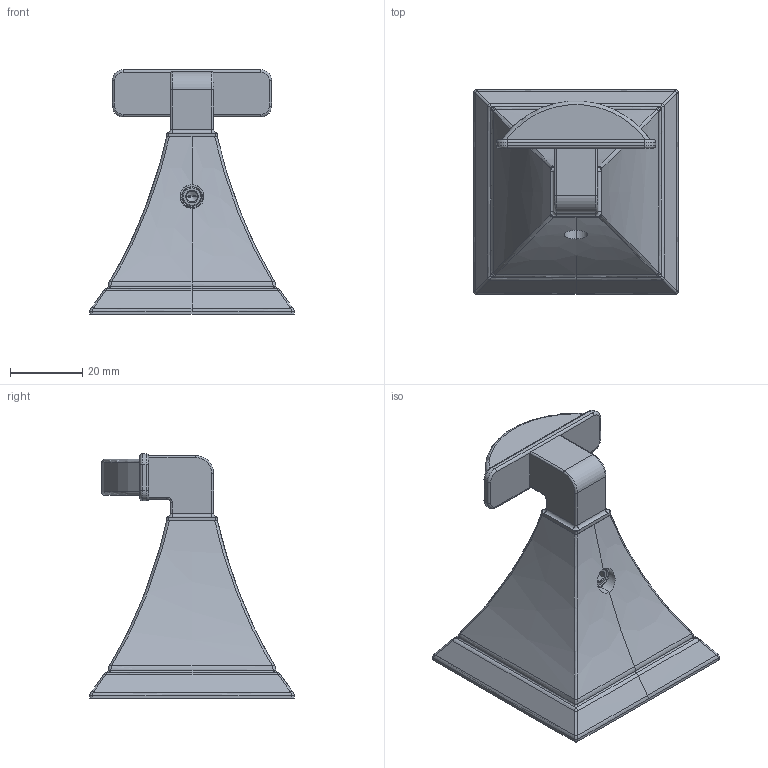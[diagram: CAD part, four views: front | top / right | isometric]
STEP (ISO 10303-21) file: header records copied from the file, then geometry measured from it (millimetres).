
FILE_DESCRIPTION((''),'2;1');
FILE_NAME('4910_ASM','2015-04-29T',('rsmith'),(''),'PRO/ENGINEER BY PARAMETRIC TECHNOLOGY CORPORATION, 2013150','PRO/ENGINEER BY PARAMETRIC TECHNOLOGY CORPORATION, 2013150','');
FILE_SCHEMA(('CONFIG_CONTROL_DESIGN'));
Length unit declared in the file: inch
Products named in the file (5): 40516; 92031; 92527; 80415; 4910_ASM
Assembly tree (4 placements, depth 2):
  4910_ASM
    40516
    92031
    92527
    80415
Bounding box: 56.49 x 56.49 x 67.55 mm (x, y, z)
Volume: 26718.4 mm3; surface area: 28092.6 mm2
Topology: 4 solids, 11 shells, 541 faces, 1348 edges, 826 vertices
Faces by surface type: cylinder 192, bspline 144, plane 110, cone 57, torus 34, sphere 4
Entity records: 32026 total; most frequent: CARTESIAN_POINT 20425, ORIENTED_EDGE 2638, DIRECTION 1981, EDGE_CURVE 1342, VERTEX_POINT 826, AXIS2_PLACEMENT_3D 757, EDGE_LOOP 558, FACE_OUTER_BOUND 541
